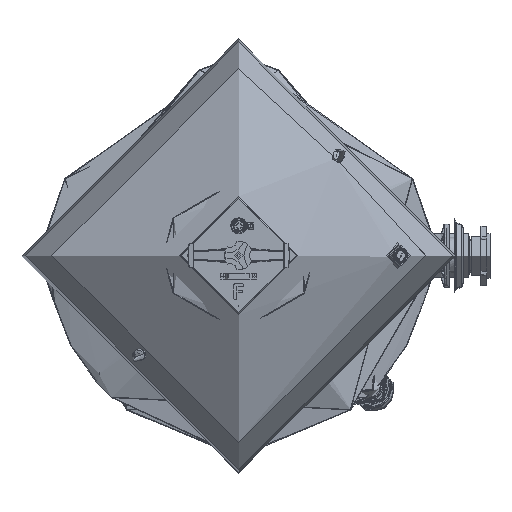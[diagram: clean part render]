
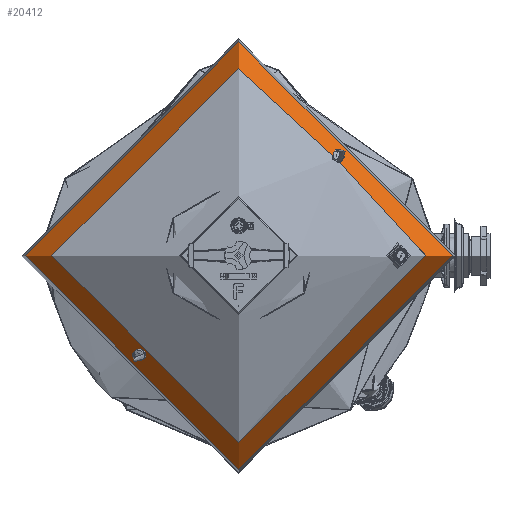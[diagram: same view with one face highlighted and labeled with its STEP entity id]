
A CAD part, top view. The second image highlights one B-rep face of the part: STEP entity #20412.
In plain terms, the highlighted toroidal (fillet/blend) face has major radius 660.222 mm and minor radius 256.341 mm.
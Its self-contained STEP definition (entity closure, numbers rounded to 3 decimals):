
#20412 = ADVANCED_FACE( '', ( #30455, #30456 ), #30457, .T. );
#30455 = FACE_OUTER_BOUND( '', #34266, .T. );
#30456 = FACE_OUTER_BOUND( '', #34267, .T. );
#30457 = TOROIDAL_SURFACE( '', #34268, 660.223, 256.341 );
#34266 = EDGE_LOOP( '', ( #39725 ) );
#34267 = EDGE_LOOP( '', ( #39726 ) );
#34268 = AXIS2_PLACEMENT_3D( '', #39727, #39728, #39729 );
#39725 = ORIENTED_EDGE( '', *, *, #75448, .F. );
#39726 = ORIENTED_EDGE( '', *, *, #75449, .T. );
#39727 = CARTESIAN_POINT( '', ( 0., 0., 400.758 ) );
#39728 = DIRECTION( '', ( 0., 0., -1. ) );
#39729 = DIRECTION( '', ( -1., 0., 0. ) );
#75448 = EDGE_CURVE( '', #79613, #79613, #79614, .T. );
#75449 = EDGE_CURVE( '', #79615, #79615, #79616, .T. );
#79613 = VERTEX_POINT( '', #80402 );
#79614 = CIRCLE( '', #80403, 902.3 );
#79615 = VERTEX_POINT( '', #80404 );
#79616 = CIRCLE( '', #80405, 789.02 );
#80402 = CARTESIAN_POINT( '', ( -902.3, 0., 485.075 ) );
#80403 = AXIS2_PLACEMENT_3D( '', #81468, #81469, #81470 );
#80404 = CARTESIAN_POINT( '', ( -789.02, 0., 622.393 ) );
#80405 = AXIS2_PLACEMENT_3D( '', #81471, #81472, #81473 );
#81468 = CARTESIAN_POINT( '', ( 0., 0., 485.075 ) );
#81469 = DIRECTION( '', ( 0., 0., -1. ) );
#81470 = DIRECTION( '', ( -1., 0., 0. ) );
#81471 = CARTESIAN_POINT( '', ( 0., 0., 622.393 ) );
#81472 = DIRECTION( '', ( 0., 0., -1. ) );
#81473 = DIRECTION( '', ( -1., 0., 0. ) );
